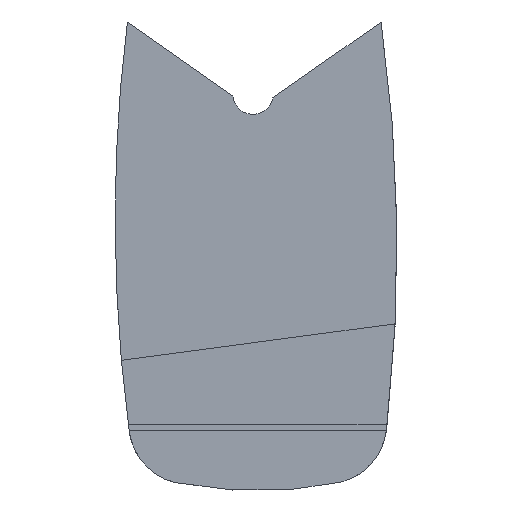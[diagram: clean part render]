
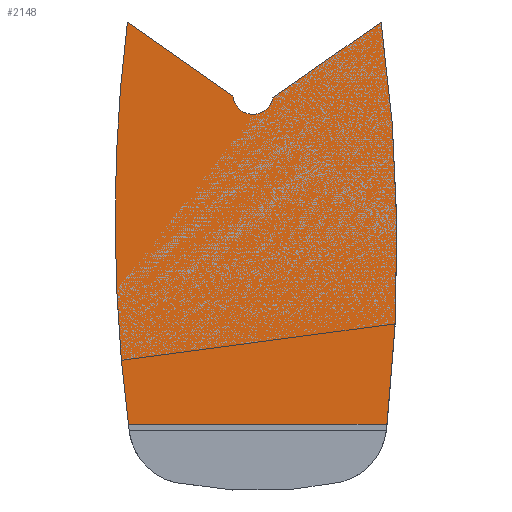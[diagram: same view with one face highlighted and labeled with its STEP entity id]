
A CAD part, top view. The second image highlights one B-rep face of the part: STEP entity #2148.
In plain terms, the highlighted planar face has unit normal (0, 0, 1).
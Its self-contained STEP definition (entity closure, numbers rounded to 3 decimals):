
#1942=CARTESIAN_POINT('',(-103.096,387.814,75.));
#1943=VERTEX_POINT('',#1942);
#1950=CARTESIAN_POINT('',(-17.712,328.027,75.));
#1951=VERTEX_POINT('',#1950);
#1952=CARTESIAN_POINT('',(-17.712,328.027,75.));
#1953=DIRECTION('',(-0.819,0.574,0.));
#1954=VECTOR('',#1953,104.236);
#1955=LINE('',#1952,#1954);
#1956=EDGE_CURVE('',#1951,#1943,#1955,.T.);
#1974=CARTESIAN_POINT('',(-113.017,228.204,75.));
#1975=VERTEX_POINT('',#1974);
#1982=CARTESIAN_POINT('',(1175.895,228.204,75.));
#1983=DIRECTION('',(0.,0.,1.));
#1984=DIRECTION('',(1.,0.,-0.));
#1985=AXIS2_PLACEMENT_3D('',#1982,#1983,#1984);
#1986=CIRCLE('',#1985,1288.912);
#1987=EDGE_CURVE('',#1943,#1975,#1986,.T.);
#2015=CARTESIAN_POINT('',(106.453,57.276,75.));
#2016=VERTEX_POINT('',#2015);
#2023=CARTESIAN_POINT('',(-101.633,57.276,75.));
#2024=VERTEX_POINT('',#2023);
#2025=CARTESIAN_POINT('',(106.453,57.276,75.));
#2026=DIRECTION('',(-1.,-0.,0.));
#2027=VECTOR('',#2026,208.086);
#2028=LINE('',#2025,#2027);
#2029=EDGE_CURVE('',#2016,#2024,#2028,.T.);
#2054=CARTESIAN_POINT('',(102.228,387.82,75.));
#2055=VERTEX_POINT('',#2054);
#2062=CARTESIAN_POINT('',(-1173.825,206.212,75.));
#2063=DIRECTION('',(0.,0.,1.));
#2064=DIRECTION('',(1.,0.,-0.));
#2065=AXIS2_PLACEMENT_3D('',#2062,#2063,#2064);
#2066=CIRCLE('',#2065,1288.912);
#2067=EDGE_CURVE('',#2016,#2055,#2066,.T.);
#2086=CARTESIAN_POINT('',(14.505,326.395,75.));
#2087=VERTEX_POINT('',#2086);
#2094=CARTESIAN_POINT('',(102.228,387.82,75.));
#2095=DIRECTION('',(-0.819,-0.574,0.));
#2096=VECTOR('',#2095,107.091);
#2097=LINE('',#2094,#2096);
#2098=EDGE_CURVE('',#2055,#2087,#2097,.T.);
#2117=CARTESIAN_POINT('',(-1.492,329.413,75.));
#2118=DIRECTION('',(0.,0.,1.));
#2119=DIRECTION('',(1.,0.,-0.));
#2120=AXIS2_PLACEMENT_3D('',#2117,#2118,#2119);
#2121=CIRCLE('',#2120,16.279);
#2122=EDGE_CURVE('',#1951,#2087,#2121,.T.);
#2128=CARTESIAN_POINT('',(2.258,191.254,75.));
#2129=DIRECTION('',(0.,0.,1.));
#2130=DIRECTION('',(1.,0.,0.));
#2131=AXIS2_PLACEMENT_3D('',#2128,#2129,#2130);
#2132=PLANE('',#2131);
#2133=ORIENTED_EDGE('',*,*,#1956,.T.);
#2134=ORIENTED_EDGE('',*,*,#1987,.T.);
#2135=CARTESIAN_POINT('',(1175.895,228.204,75.));
#2136=DIRECTION('',(0.,0.,1.));
#2137=DIRECTION('',(1.,0.,-0.));
#2138=AXIS2_PLACEMENT_3D('',#2135,#2136,#2137);
#2139=CIRCLE('',#2138,1288.912);
#2140=EDGE_CURVE('',#1975,#2024,#2139,.T.);
#2141=ORIENTED_EDGE('',*,*,#2140,.T.);
#2142=ORIENTED_EDGE('',*,*,#2029,.F.);
#2143=ORIENTED_EDGE('',*,*,#2067,.T.);
#2144=ORIENTED_EDGE('',*,*,#2098,.T.);
#2145=ORIENTED_EDGE('',*,*,#2122,.F.);
#2146=EDGE_LOOP('',(#2133,#2134,#2141,#2142,#2143,#2144,#2145));
#2147=FACE_BOUND('',#2146,.T.);
#2148=ADVANCED_FACE('',(#2147),#2132,.T.);
